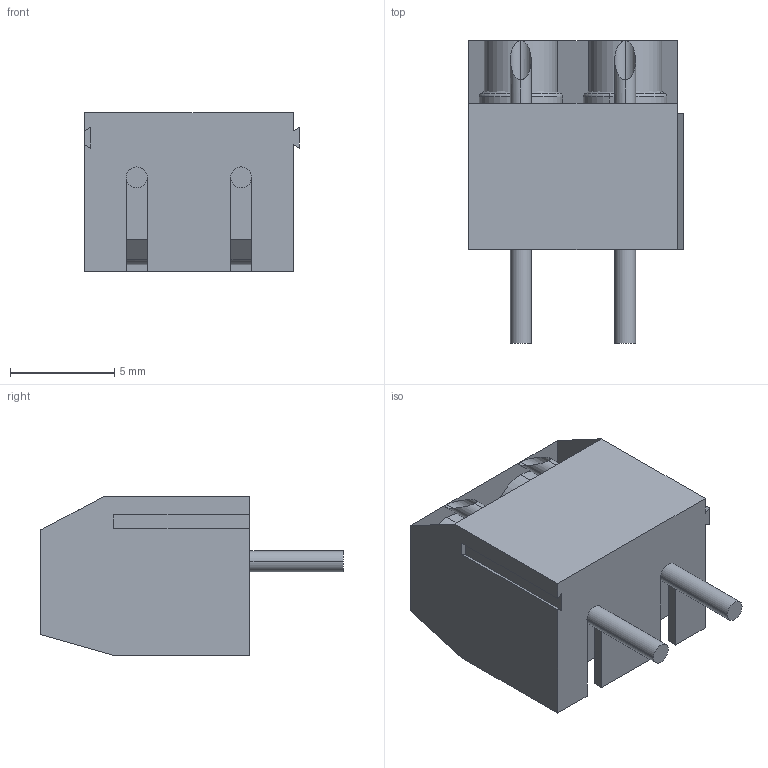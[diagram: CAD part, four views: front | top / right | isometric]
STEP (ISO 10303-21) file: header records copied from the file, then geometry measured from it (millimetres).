
FILE_DESCRIPTION (( 'STEP AP214' ), '1' );
FILE_NAME ('ScrewTerminal.STEP', '2018-03-16T07:21:48', ( '' ), ( '' ), 'SwSTEP 2.0', 'SolidWorks 2016', '' );
FILE_SCHEMA (( 'AUTOMOTIVE_DESIGN' ));
Length unit declared in the file: millimetre
Products named in the file (5): ScrewTerminal; pan head cross recess screw_iso_ISO 7045 - M2 x 3 - Z - 3N; Pin; part; ScrewTerminalCover
Assembly tree (7 placements, depth 2):
  ScrewTerminal
    ScrewTerminalCover
    Pin  x2
    part  x2
    pan head cross recess screw_iso_ISO 7045 - M2 x 3 - Z - 3N  x2
Bounding box: 10.29 x 14.5 x 7.6 mm (x, y, z)
Volume: 545.3 mm3; surface area: 1521.5 mm2
Topology: 7 solids, 7 shells, 214 faces, 542 edges, 336 vertices
Faces by surface type: plane 128, cylinder 52, cone 22, torus 8, sphere 4
Entity records: 4245 total; most frequent: CARTESIAN_POINT 813, DIRECTION 692, ORIENTED_EDGE 670, EDGE_CURVE 335, AXIS2_PLACEMENT_3D 245, VERTEX_POINT 214, LINE 202, VECTOR 202
